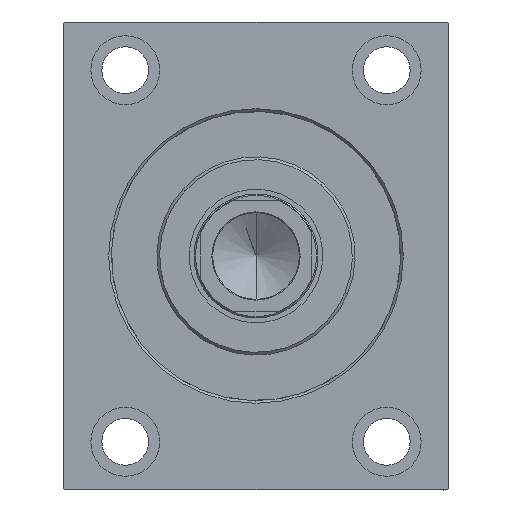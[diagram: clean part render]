
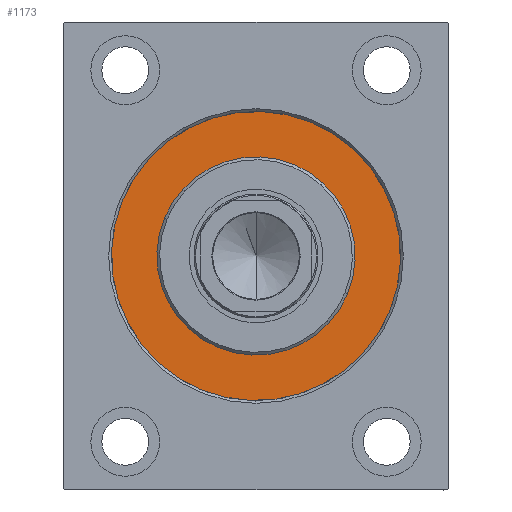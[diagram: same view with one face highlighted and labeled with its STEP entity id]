
A CAD part, left-side view. The second image highlights one B-rep face of the part: STEP entity #1173.
In plain terms, the highlighted face is planar.
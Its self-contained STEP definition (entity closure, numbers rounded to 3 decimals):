
#1159 = ORIENTED_EDGE ( 'NONE', *, *, #16110, .F. ) ;
#1173 = ADVANCED_FACE ( 'NONE', ( #27648, #7125 ), #33898, .F. ) ;
#1231 = ORIENTED_EDGE ( 'NONE', *, *, #40494, .F. ) ;
#1959 = CARTESIAN_POINT ( 'NONE',  ( 0., 0., 0. ) ) ;
#2129 = CARTESIAN_POINT ( 'NONE',  ( 0., 0., 0. ) ) ;
#2228 = EDGE_LOOP ( 'NONE', ( #33349, #41179 ) ) ;
#3127 = AXIS2_PLACEMENT_3D ( 'NONE', #1959, #39651, #39864 ) ;
#5044 = DIRECTION ( 'NONE',  ( 0., 0., 1. ) ) ;
#6141 = CARTESIAN_POINT ( 'NONE',  ( 0., 0., 0. ) ) ;
#6760 = CARTESIAN_POINT ( 'NONE',  ( 0., 0., -36. ) ) ;
#7125 = FACE_OUTER_BOUND ( 'NONE', #2228, .T. ) ;
#7863 = CARTESIAN_POINT ( 'NONE',  ( 0., 0., 36. ) ) ;
#10038 = DIRECTION ( 'NONE',  ( 0., 0., 1. ) ) ;
#11785 = EDGE_CURVE ( 'NONE', #41801, #36644, #22383, .T. ) ;
#11830 = DIRECTION ( 'NONE',  ( 1., 0., 0. ) ) ;
#12259 = DIRECTION ( 'NONE',  ( 0., 0., -1. ) ) ;
#13031 = EDGE_CURVE ( 'NONE', #36644, #41801, #20619, .T. ) ;
#14707 = VERTEX_POINT ( 'NONE', #6760 ) ;
#16110 = EDGE_CURVE ( 'NONE', #14707, #24471, #20620, .T. ) ;
#16339 = AXIS2_PLACEMENT_3D ( 'NONE', #2129, #42290, #5044 ) ;
#16546 = EDGE_LOOP ( 'NONE', ( #1231, #1159 ) ) ;
#18980 = AXIS2_PLACEMENT_3D ( 'NONE', #6141, #20179, #33778 ) ;
#19205 = AXIS2_PLACEMENT_3D ( 'NONE', #35897, #11830, #12259 ) ;
#20179 = DIRECTION ( 'NONE',  ( 1., 0., 0. ) ) ;
#20619 = CIRCLE ( 'NONE', #16339, 52.5 ) ;
#20620 = CIRCLE ( 'NONE', #19205, 36. ) ;
#21777 = CARTESIAN_POINT ( 'NONE',  ( 0., 0., 52.5 ) ) ;
#22383 = CIRCLE ( 'NONE', #3127, 52.5 ) ;
#23244 = CIRCLE ( 'NONE', #18980, 36. ) ;
#24471 = VERTEX_POINT ( 'NONE', #7863 ) ;
#27440 = DIRECTION ( 'NONE',  ( -1., 0., 0. ) ) ;
#27648 = FACE_BOUND ( 'NONE', #16546, .T. ) ;
#33349 = ORIENTED_EDGE ( 'NONE', *, *, #13031, .F. ) ;
#33778 = DIRECTION ( 'NONE',  ( 0., 0., -1. ) ) ;
#33898 = PLANE ( 'NONE',  #41318 ) ;
#35897 = CARTESIAN_POINT ( 'NONE',  ( 0., 0., 0. ) ) ;
#36644 = VERTEX_POINT ( 'NONE', #42632 ) ;
#39651 = DIRECTION ( 'NONE',  ( -1., 0., 0. ) ) ;
#39864 = DIRECTION ( 'NONE',  ( 0., 0., 1. ) ) ;
#40494 = EDGE_CURVE ( 'NONE', #24471, #14707, #23244, .T. ) ;
#41179 = ORIENTED_EDGE ( 'NONE', *, *, #11785, .F. ) ;
#41228 = CARTESIAN_POINT ( 'NONE',  ( 0., 0., 0. ) ) ;
#41318 = AXIS2_PLACEMENT_3D ( 'NONE', #41228, #27440, #10038 ) ;
#41801 = VERTEX_POINT ( 'NONE', #21777 ) ;
#42290 = DIRECTION ( 'NONE',  ( -1., 0., 0. ) ) ;
#42632 = CARTESIAN_POINT ( 'NONE',  ( 0., 0., -52.5 ) ) ;
